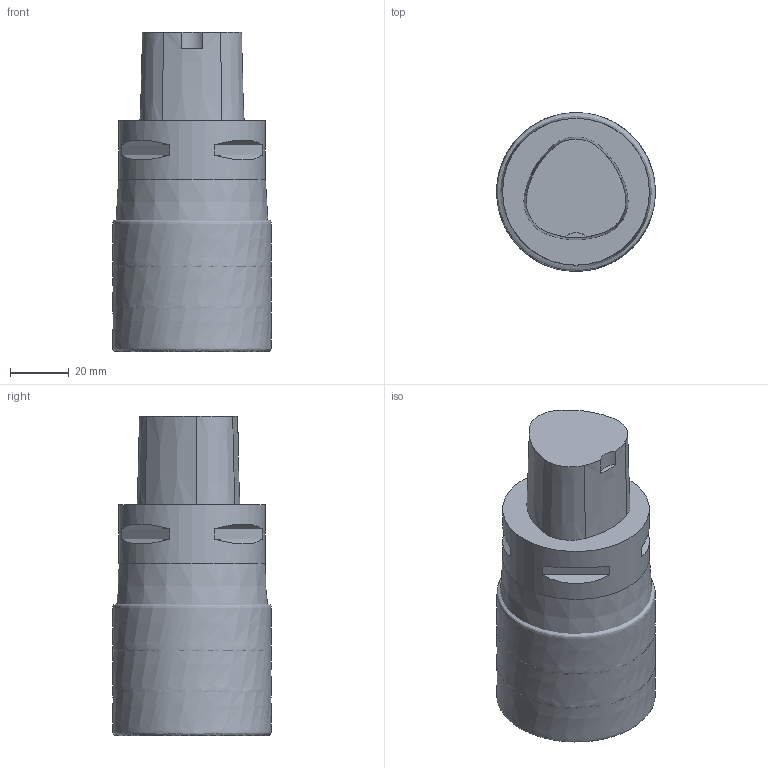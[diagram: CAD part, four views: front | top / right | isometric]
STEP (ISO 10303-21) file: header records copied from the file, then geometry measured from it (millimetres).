
FILE_DESCRIPTION(/* description */ (''),/* implementation_level */ '2;1');
FILE_NAME(/* name */ '1589257188338.stp',/* time_stamp */ '2020-05-12T09:50:11+05:00',/* author */ (''),/* organization */ ('SMS'),/* preprocessor_version */ 'ST-DEVELOPER v16.7',/* originating_system */ 'SIEMENS PLM Software NX 12.0',/* authorisation */ '');
FILE_SCHEMA (('AUTOMOTIVE_DESIGN { 1 0 10303 214 3 1 1 1 }'));
Length unit declared in the file: millimetre
Products named in the file (4): ASSEMBLY_CONSTRUCTION; 202613864mod000_01; 202982988mod000_00; 202982989mod000_00
Assembly tree (5 placements, depth 2):
  202982989mod000_00
    202982988mod000_00
    202613864mod000_01  x3
    ASSEMBLY_CONSTRUCTION
Bounding box: 54.01 x 54.01 x 108.6 mm (x, y, z)
Volume: 257990.7 mm3; surface area: 41699.8 mm2
Topology: 4 solids, 4 shells, 41 faces, 91 edges, 78 vertices
Faces by surface type: plane 17, cone 16, torus 3, bspline 3, cylinder 2
Full cylindrical faces by diameter (mm): 50 x1
Entity records: 16814 total; most frequent: CARTESIAN_POINT 15703, DIRECTION 220, ORIENTED_EDGE 128, AXIS2_PLACEMENT_3D 99, EDGE_CURVE 64, EDGE_LOOP 58, VERTEX_POINT 51, ADVANCED_FACE 41
